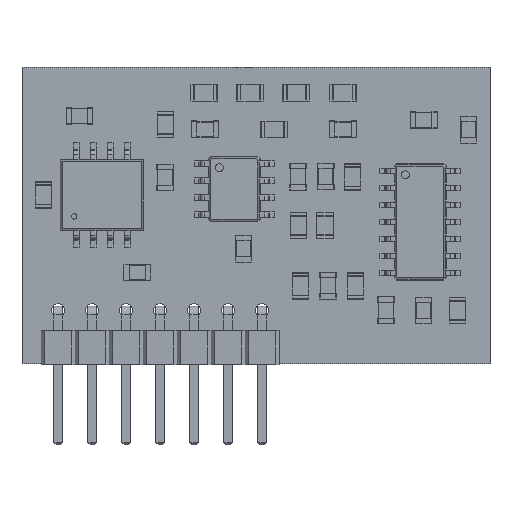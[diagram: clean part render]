
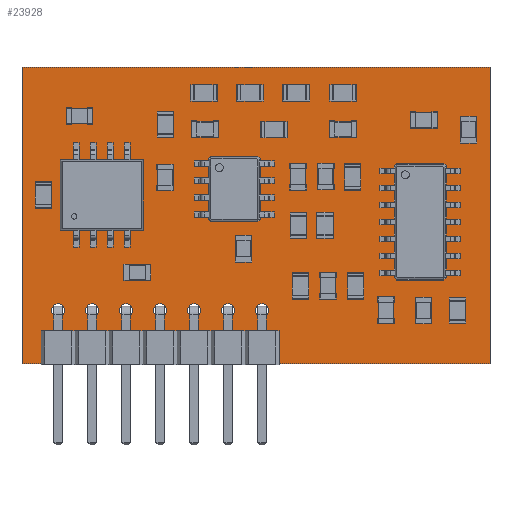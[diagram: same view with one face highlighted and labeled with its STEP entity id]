
A CAD part, top view. The second image highlights one B-rep face of the part: STEP entity #23928.
In plain terms, the highlighted planar face has unit normal (0, 0, 1).
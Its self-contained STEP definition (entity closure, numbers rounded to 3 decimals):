
#23739 = VERTEX_POINT('',#23740);
#23740 = CARTESIAN_POINT('',(17.486,-11.074,1.51));
#23746 = EDGE_CURVE('',#23739,#23747,#23749,.T.);
#23747 = VERTEX_POINT('',#23748);
#23748 = CARTESIAN_POINT('',(-17.486,-11.074,1.51));
#23749 = LINE('',#23750,#23751);
#23750 = CARTESIAN_POINT('',(17.486,-11.074,1.51));
#23751 = VECTOR('',#23752,1.);
#23752 = DIRECTION('',(-1.,0.,0.));
#23779 = VERTEX_POINT('',#23780);
#23780 = CARTESIAN_POINT('',(17.486,11.074,1.51));
#23786 = EDGE_CURVE('',#23779,#23739,#23787,.T.);
#23787 = LINE('',#23788,#23789);
#23788 = CARTESIAN_POINT('',(17.486,11.074,1.51));
#23789 = VECTOR('',#23790,1.);
#23790 = DIRECTION('',(0.,-1.,0.));
#23808 = EDGE_CURVE('',#23747,#23809,#23811,.T.);
#23809 = VERTEX_POINT('',#23810);
#23810 = CARTESIAN_POINT('',(-17.486,11.074,1.51));
#23811 = LINE('',#23812,#23813);
#23812 = CARTESIAN_POINT('',(-17.486,-11.074,1.51));
#23813 = VECTOR('',#23814,1.);
#23814 = DIRECTION('',(0.,1.,0.));
#23928 = ADVANCED_FACE('',(#23929,#23940,#23951,#23962,#23973,#23984,
    #23995,#24006),#24017,.T.);
#23929 = FACE_BOUND('',#23930,.T.);
#23930 = EDGE_LOOP('',(#23931,#23932,#23933,#23939));
#23931 = ORIENTED_EDGE('',*,*,#23746,.F.);
#23932 = ORIENTED_EDGE('',*,*,#23786,.F.);
#23933 = ORIENTED_EDGE('',*,*,#23934,.F.);
#23934 = EDGE_CURVE('',#23809,#23779,#23935,.T.);
#23935 = LINE('',#23936,#23937);
#23936 = CARTESIAN_POINT('',(-17.486,11.074,1.51));
#23937 = VECTOR('',#23938,1.);
#23938 = DIRECTION('',(1.,0.,0.));
#23939 = ORIENTED_EDGE('',*,*,#23808,.F.);
#23940 = FACE_BOUND('',#23941,.T.);
#23941 = EDGE_LOOP('',(#23942));
#23942 = ORIENTED_EDGE('',*,*,#23943,.T.);
#23943 = EDGE_CURVE('',#23944,#23944,#23946,.T.);
#23944 = VERTEX_POINT('',#23945);
#23945 = CARTESIAN_POINT('',(-14.783,-7.612,1.51));
#23946 = CIRCLE('',#23947,0.5);
#23947 = AXIS2_PLACEMENT_3D('',#23948,#23949,#23950);
#23948 = CARTESIAN_POINT('',(-14.783,-7.112,1.51));
#23949 = DIRECTION('',(-0.,0.,-1.));
#23950 = DIRECTION('',(-0.,-1.,0.));
#23951 = FACE_BOUND('',#23952,.T.);
#23952 = EDGE_LOOP('',(#23953));
#23953 = ORIENTED_EDGE('',*,*,#23954,.T.);
#23954 = EDGE_CURVE('',#23955,#23955,#23957,.T.);
#23955 = VERTEX_POINT('',#23956);
#23956 = CARTESIAN_POINT('',(-12.243,-7.612,1.51));
#23957 = CIRCLE('',#23958,0.5);
#23958 = AXIS2_PLACEMENT_3D('',#23959,#23960,#23961);
#23959 = CARTESIAN_POINT('',(-12.243,-7.112,1.51));
#23960 = DIRECTION('',(-0.,0.,-1.));
#23961 = DIRECTION('',(-0.,-1.,0.));
#23962 = FACE_BOUND('',#23963,.T.);
#23963 = EDGE_LOOP('',(#23964));
#23964 = ORIENTED_EDGE('',*,*,#23965,.T.);
#23965 = EDGE_CURVE('',#23966,#23966,#23968,.T.);
#23966 = VERTEX_POINT('',#23967);
#23967 = CARTESIAN_POINT('',(-9.703,-7.612,1.51));
#23968 = CIRCLE('',#23969,0.5);
#23969 = AXIS2_PLACEMENT_3D('',#23970,#23971,#23972);
#23970 = CARTESIAN_POINT('',(-9.703,-7.112,1.51));
#23971 = DIRECTION('',(-0.,0.,-1.));
#23972 = DIRECTION('',(-0.,-1.,0.));
#23973 = FACE_BOUND('',#23974,.T.);
#23974 = EDGE_LOOP('',(#23975));
#23975 = ORIENTED_EDGE('',*,*,#23976,.T.);
#23976 = EDGE_CURVE('',#23977,#23977,#23979,.T.);
#23977 = VERTEX_POINT('',#23978);
#23978 = CARTESIAN_POINT('',(-7.163,-7.612,1.51));
#23979 = CIRCLE('',#23980,0.5);
#23980 = AXIS2_PLACEMENT_3D('',#23981,#23982,#23983);
#23981 = CARTESIAN_POINT('',(-7.163,-7.112,1.51));
#23982 = DIRECTION('',(-0.,0.,-1.));
#23983 = DIRECTION('',(-0.,-1.,0.));
#23984 = FACE_BOUND('',#23985,.T.);
#23985 = EDGE_LOOP('',(#23986));
#23986 = ORIENTED_EDGE('',*,*,#23987,.T.);
#23987 = EDGE_CURVE('',#23988,#23988,#23990,.T.);
#23988 = VERTEX_POINT('',#23989);
#23989 = CARTESIAN_POINT('',(-4.623,-7.612,1.51));
#23990 = CIRCLE('',#23991,0.5);
#23991 = AXIS2_PLACEMENT_3D('',#23992,#23993,#23994);
#23992 = CARTESIAN_POINT('',(-4.623,-7.112,1.51));
#23993 = DIRECTION('',(-0.,0.,-1.));
#23994 = DIRECTION('',(-0.,-1.,0.));
#23995 = FACE_BOUND('',#23996,.T.);
#23996 = EDGE_LOOP('',(#23997));
#23997 = ORIENTED_EDGE('',*,*,#23998,.T.);
#23998 = EDGE_CURVE('',#23999,#23999,#24001,.T.);
#23999 = VERTEX_POINT('',#24000);
#24000 = CARTESIAN_POINT('',(-2.083,-7.612,1.51));
#24001 = CIRCLE('',#24002,0.5);
#24002 = AXIS2_PLACEMENT_3D('',#24003,#24004,#24005);
#24003 = CARTESIAN_POINT('',(-2.083,-7.112,1.51));
#24004 = DIRECTION('',(-0.,0.,-1.));
#24005 = DIRECTION('',(-0.,-1.,0.));
#24006 = FACE_BOUND('',#24007,.T.);
#24007 = EDGE_LOOP('',(#24008));
#24008 = ORIENTED_EDGE('',*,*,#24009,.T.);
#24009 = EDGE_CURVE('',#24010,#24010,#24012,.T.);
#24010 = VERTEX_POINT('',#24011);
#24011 = CARTESIAN_POINT('',(0.457,-7.612,1.51));
#24012 = CIRCLE('',#24013,0.5);
#24013 = AXIS2_PLACEMENT_3D('',#24014,#24015,#24016);
#24014 = CARTESIAN_POINT('',(0.457,-7.112,1.51));
#24015 = DIRECTION('',(-0.,0.,-1.));
#24016 = DIRECTION('',(0.,-1.,0.));
#24017 = PLANE('',#24018);
#24018 = AXIS2_PLACEMENT_3D('',#24019,#24020,#24021);
#24019 = CARTESIAN_POINT('',(0.,0.,1.51));
#24020 = DIRECTION('',(0.,0.,1.));
#24021 = DIRECTION('',(1.,0.,-0.));
